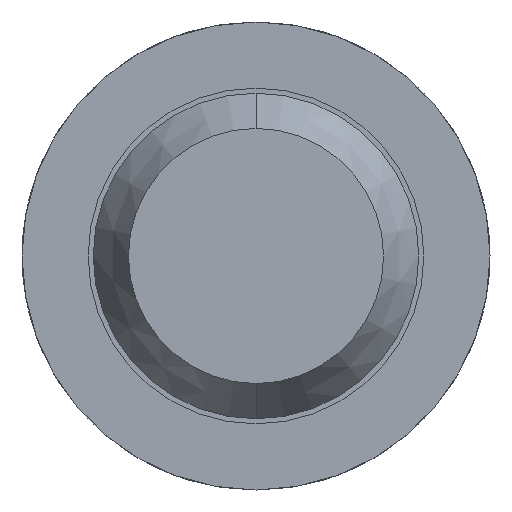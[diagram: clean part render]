
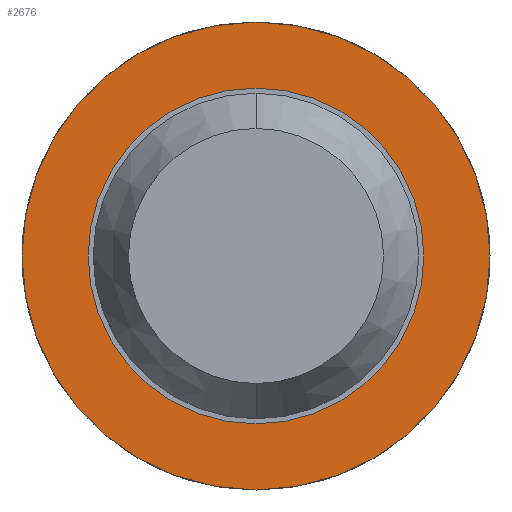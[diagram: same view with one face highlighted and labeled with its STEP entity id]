
A CAD part, front view. The second image highlights one B-rep face of the part: STEP entity #2676.
In plain terms, the highlighted planar face has unit normal (0, -1, 0).
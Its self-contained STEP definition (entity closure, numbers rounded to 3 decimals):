
#1 = CARTESIAN_POINT ( 'NONE',  ( 0., -1.7, -1.15 ) ) ;
#112 = CARTESIAN_POINT ( 'NONE',  ( 0., -1.7, 0. ) ) ;
#140 = DIRECTION ( 'NONE',  ( 0., 0., 1. ) ) ;
#148 = ORIENTED_EDGE ( 'NONE', *, *, #584, .F. ) ;
#232 = AXIS2_PLACEMENT_3D ( 'NONE', #1416, #750, #2886 ) ;
#546 = DIRECTION ( 'NONE',  ( 0., 1., 0. ) ) ;
#584 = EDGE_CURVE ( 'Defeature ausgef�hrt3_10+Defeature ausgef�hrt3_14+Defeature ausgef�hrt3_14+Defeature ausgef�hrt3_14', #2386, #4608, #4302, .T. ) ;
#750 = DIRECTION ( 'NONE',  ( 0., 1., 0. ) ) ;
#898 = ORIENTED_EDGE ( 'NONE', *, *, #1148, .F. ) ;
#1020 = CARTESIAN_POINT ( 'NONE',  ( 0.825, -1.7, 0. ) ) ;
#1079 = EDGE_LOOP ( 'NONE', ( #1746, #4207 ) ) ;
#1112 = VERTEX_POINT ( 'NONE', #1203 ) ;
#1148 = EDGE_CURVE ( 'Defeature ausgef�hrt3_10+Defeature ausgef�hrt3_14+Defeature ausgef�hrt3_14+Defeature ausgef�hrt3_14', #4608, #2386, #1858, .T. ) ;
#1203 = CARTESIAN_POINT ( 'NONE',  ( 0., -1.7, -0.825 ) ) ;
#1209 = DIRECTION ( 'NONE',  ( 0., 1., 0. ) ) ;
#1265 = FACE_BOUND ( 'NONE', #1079, .T. ) ;
#1335 = DIRECTION ( 'NONE',  ( 0., 1., 0. ) ) ;
#1416 = CARTESIAN_POINT ( 'NONE',  ( 0., -1.7, 0. ) ) ;
#1741 = PLANE ( 'NONE',  #2884 ) ;
#1746 = ORIENTED_EDGE ( 'NONE', *, *, #3130, .T. ) ;
#1858 = CIRCLE ( 'NONE', #3965, 1.15 ) ;
#2004 = EDGE_CURVE ( 'Defeature ausgef�hrt3_14+Defeature ausgef�hrt3_13+Defeature ausgef�hrt3_13+Defeature ausgef�hrt3_13', #1112, #4155, #4713, .T. ) ;
#2275 = EDGE_LOOP ( 'NONE', ( #898, #148 ) ) ;
#2322 = CIRCLE ( 'NONE', #3961, 0.825 ) ;
#2386 = VERTEX_POINT ( 'NONE', #1 ) ;
#2391 = DIRECTION ( 'NONE',  ( 0., 1., 0. ) ) ;
#2412 = CARTESIAN_POINT ( 'NONE',  ( 0., -1.7, 0. ) ) ;
#2676 = ADVANCED_FACE ( 'Defeature ausgef�hrt3_14', ( #4238, #1265 ), #1741, .F. ) ;
#2884 = AXIS2_PLACEMENT_3D ( 'NONE', #1020, #1335, #3610 ) ;
#2886 = DIRECTION ( 'NONE',  ( 0., 0., 1. ) ) ;
#3130 = EDGE_CURVE ( 'Defeature ausgef�hrt3_14+Defeature ausgef�hrt3_13+Defeature ausgef�hrt3_13+Defeature ausgef�hrt3_13', #4155, #1112, #2322, .T. ) ;
#3474 = CARTESIAN_POINT ( 'NONE',  ( 0., -1.7, 0.825 ) ) ;
#3517 = CARTESIAN_POINT ( 'NONE',  ( 0., -1.7, 0. ) ) ;
#3610 = DIRECTION ( 'NONE',  ( 0., 0., 1. ) ) ;
#3687 = AXIS2_PLACEMENT_3D ( 'NONE', #112, #1209, #3813 ) ;
#3762 = CARTESIAN_POINT ( 'NONE',  ( 0., -1.7, 1.15 ) ) ;
#3813 = DIRECTION ( 'NONE',  ( 0., 0., 1. ) ) ;
#3906 = DIRECTION ( 'NONE',  ( 0., 0., 1. ) ) ;
#3961 = AXIS2_PLACEMENT_3D ( 'NONE', #3517, #546, #140 ) ;
#3965 = AXIS2_PLACEMENT_3D ( 'NONE', #2412, #2391, #3906 ) ;
#4155 = VERTEX_POINT ( 'NONE', #3474 ) ;
#4207 = ORIENTED_EDGE ( 'NONE', *, *, #2004, .T. ) ;
#4238 = FACE_OUTER_BOUND ( 'NONE', #2275, .T. ) ;
#4302 = CIRCLE ( 'NONE', #232, 1.15 ) ;
#4608 = VERTEX_POINT ( 'NONE', #3762 ) ;
#4713 = CIRCLE ( 'NONE', #3687, 0.825 ) ;
